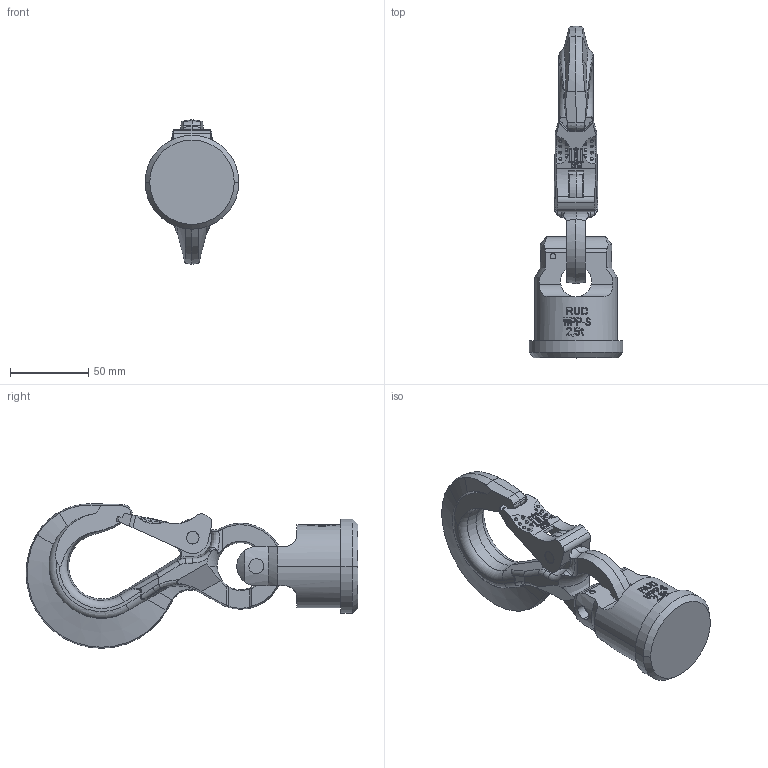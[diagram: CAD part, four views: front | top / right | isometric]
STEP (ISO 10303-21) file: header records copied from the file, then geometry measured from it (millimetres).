
FILE_DESCRIPTION((''),'2;1');
FILE_NAME('001-M31442-P22_ASM','2004-10-11T',('Haas'),(''),'PRO/ENGINEER BY PARAMETRIC TECHNOLOGY CORPORATION, 2003450','PRO/ENGINEER BY PARAMETRIC TECHNOLOGY CORPORATION, 2003450','');
FILE_SCHEMA(('CONFIG_CONTROL_DESIGN'));
Length unit declared in the file: millimetre
Products named in the file (6): 001-M31442-006; 001-M31442-013; 001-M13022-001; 001-M31177-001; 001-M13022-002_ASM; 001-M31442-P22_ASM
Assembly tree (5 placements, depth 3):
  001-M31442-P22_ASM
    001-M31442-006
    001-M31442-013
    001-M13022-002_ASM
      001-M13022-001
      001-M31177-001
Bounding box: 60 x 212.3 x 92.48 mm (x, y, z)
Volume: 236865.9 mm3; surface area: 51676.7 mm2
Topology: 4 solids, 4 shells, 738 faces, 2048 edges, 1332 vertices
Faces by surface type: plane 520, cylinder 104, cone 40, sphere 32, bspline 24, torus 18
Entity records: 25633 total; most frequent: CARTESIAN_POINT 7657, ORIENTED_EDGE 4040, DIRECTION 3241, EDGE_CURVE 2020, VERTEX_POINT 1332, AXIS2_PLACEMENT_3D 1092, VECTOR 1057, LINE 1057
